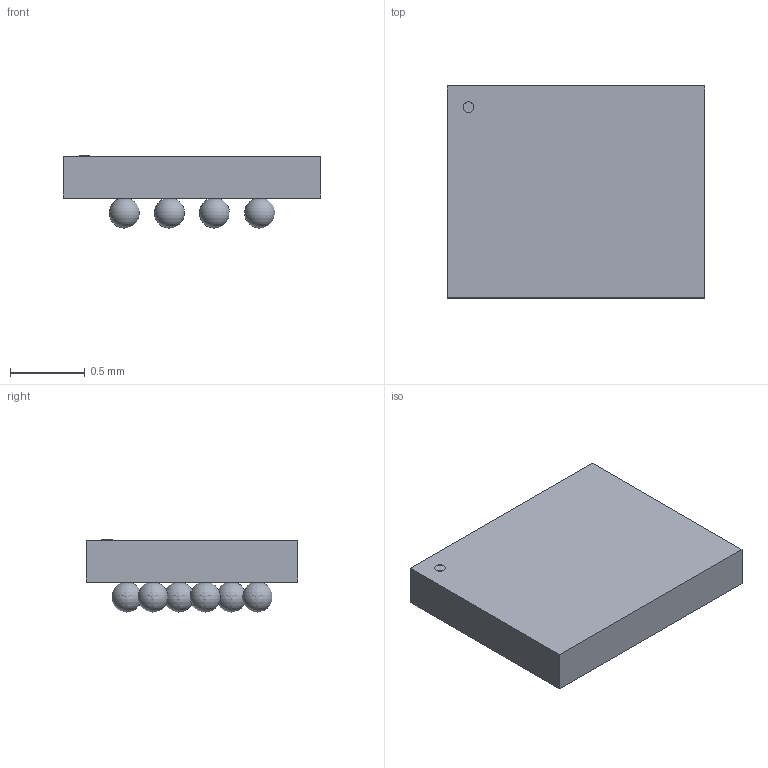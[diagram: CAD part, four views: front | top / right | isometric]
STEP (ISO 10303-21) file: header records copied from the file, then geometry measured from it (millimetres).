
FILE_DESCRIPTION(('STEP AP214'),'1');
FILE_NAME('WLCSP12_1P7X1P42_STM','2026-02-22T07:28:14',(''),(''),'','','');
FILE_SCHEMA(('AUTOMOTIVE_DESIGN'));
Length unit declared in the file: millimetre
Products named in the file (1): product
Bounding box: 1.73 x 1.42 x 0.48 mm (x, y, z)
Volume: 0.7 mm3; surface area: 8.2 mm2
Topology: 14 solids, 14 shells, 21 faces, 51 edges, 34 vertices
Faces by surface type: sphere 12, plane 8, cylinder 1
Full cylindrical faces by diameter (mm): 0.071 x1
Entity records: 481 total; most frequent: DIRECTION 62, CARTESIAN_POINT 35, ORIENTED_EDGE 28, AXIS2_PLACEMENT_3D 25, STYLED_ITEM 21, ADVANCED_FACE 21, PRESENTATION_STYLE_ASSIGNMENT 17, SURFACE_STYLE_USAGE 17
